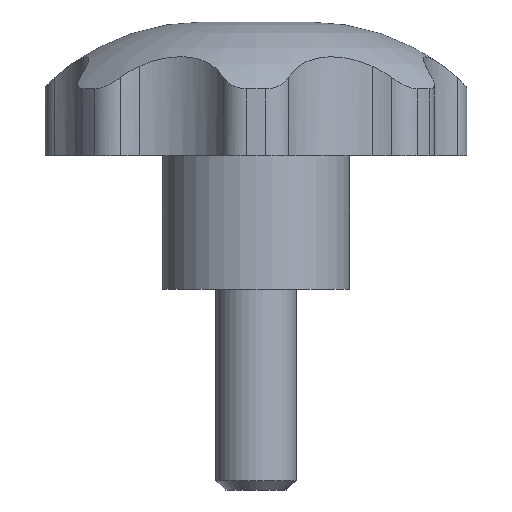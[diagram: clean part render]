
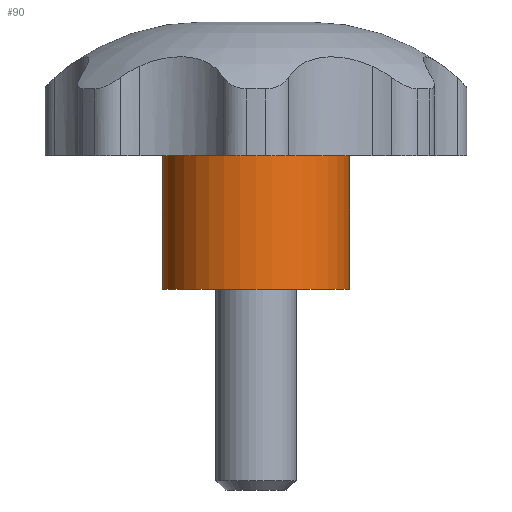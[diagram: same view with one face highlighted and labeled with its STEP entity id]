
A CAD part, front view. The second image highlights one B-rep face of the part: STEP entity #90.
In plain terms, the highlighted cylindrical face has radius 7 mm (diameter 14 mm), a partial arc.
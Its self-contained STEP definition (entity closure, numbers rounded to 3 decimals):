
#90=ADVANCED_FACE('',(#206),#207,.T.);
#206=FACE_OUTER_BOUND('',#345,.T.);
#207=CYLINDRICAL_SURFACE('',#346,7.0);
#345=EDGE_LOOP('',(#547,#548,#549,#550));
#346=AXIS2_PLACEMENT_3D('',#551,#552,#553);
#547=ORIENTED_EDGE('',*,*,#883,.T.);
#548=ORIENTED_EDGE('',*,*,#903,.F.);
#549=ORIENTED_EDGE('',*,*,#885,.T.);
#550=ORIENTED_EDGE('',*,*,#905,.T.);
#551=CARTESIAN_POINT('',(0.0,0.,21.75));
#552=DIRECTION('',(0.0,0.,1.0));
#553=DIRECTION('',(-1.0,0.0,0.0));
#883=EDGE_CURVE('',#1073,#1074,#1075,.T.);
#885=EDGE_CURVE('',#1078,#1076,#1079,.T.);
#903=EDGE_CURVE('',#1078,#1074,#1103,.T.);
#905=EDGE_CURVE('',#1076,#1073,#1105,.F.);
#1073=VERTEX_POINT('',#1586);
#1074=VERTEX_POINT('',#1587);
#1075=LINE('',#1588,#1589);
#1076=VERTEX_POINT('',#1590);
#1078=VERTEX_POINT('',#1592);
#1079=LINE('',#1593,#1594);
#1103=CIRCLE('',#1622,7.0);
#1105=CIRCLE('',#1624,7.0);
#1586=CARTESIAN_POINT('',(-7.0,0.,10.0));
#1587=CARTESIAN_POINT('',(-7.0,0.0,0.0));
#1588=CARTESIAN_POINT('',(-7.0,0.,5.0));
#1589=VECTOR('',#1988,1.0);
#1590=CARTESIAN_POINT('',(7.0,0.,10.0));
#1592=CARTESIAN_POINT('',(7.0,0.,0.0));
#1593=CARTESIAN_POINT('',(7.0,0.,5.0));
#1594=VECTOR('',#1992,1.0);
#1622=AXIS2_PLACEMENT_3D('',#2018,#2019,#2020);
#1624=AXIS2_PLACEMENT_3D('',#2021,#2022,#2023);
#1988=DIRECTION('',(-0.0,0.,-1.0));
#1992=DIRECTION('',(0.0,0.,1.0));
#2018=CARTESIAN_POINT('',(0.0,0.,0.0));
#2019=DIRECTION('',(0.0,0.0,-1.0));
#2020=DIRECTION('',(-1.0,0.0,0.0));
#2021=CARTESIAN_POINT('',(0.0,0.,10.0));
#2022=DIRECTION('',(0.0,-0.0,1.0));
#2023=DIRECTION('',(-1.0,0.0,0.0));
